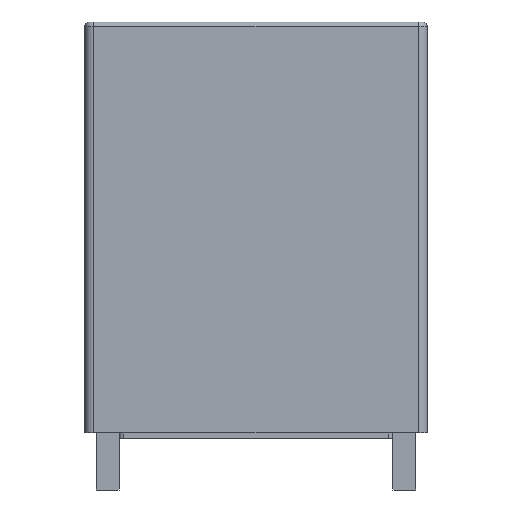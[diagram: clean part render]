
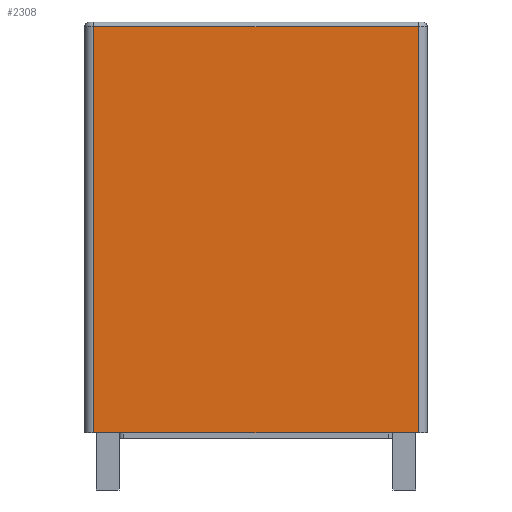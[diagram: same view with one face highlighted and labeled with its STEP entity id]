
A CAD part, left-side view. The second image highlights one B-rep face of the part: STEP entity #2308.
In plain terms, the highlighted planar face has unit normal (-1, 0, 0).
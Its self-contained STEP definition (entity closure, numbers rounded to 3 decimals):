
#62=PLANE('',#2502);
#134=FACE_OUTER_BOUND('',#282,.T.);
#282=EDGE_LOOP('',(#1643,#1644,#1645,#1646));
#455=LINE('',#3666,#667);
#459=LINE('',#3687,#671);
#460=LINE('',#3689,#672);
#461=LINE('',#3690,#673);
#667=VECTOR('',#2861,10.);
#671=VECTOR('',#2875,10.);
#672=VECTOR('',#2876,10.);
#673=VECTOR('',#2877,10.);
#1038=VERTEX_POINT('',#3658);
#1040=VERTEX_POINT('',#3664);
#1043=VERTEX_POINT('',#3686);
#1044=VERTEX_POINT('',#3688);
#1264=EDGE_CURVE('',#1040,#1038,#455,.T.);
#1271=EDGE_CURVE('',#1043,#1040,#459,.T.);
#1272=EDGE_CURVE('',#1043,#1044,#460,.T.);
#1273=EDGE_CURVE('',#1038,#1044,#461,.T.);
#1643=ORIENTED_EDGE('',*,*,#1264,.F.);
#1644=ORIENTED_EDGE('',*,*,#1271,.F.);
#1645=ORIENTED_EDGE('',*,*,#1272,.T.);
#1646=ORIENTED_EDGE('',*,*,#1273,.F.);
#2308=ADVANCED_FACE('',(#134),#62,.T.);
#2502=AXIS2_PLACEMENT_3D('',#3685,#2873,#2874);
#2861=DIRECTION('',(0.,-1.,0.));
#2873=DIRECTION('center_axis',(-1.,0.,0.));
#2874=DIRECTION('ref_axis',(0.,-1.,0.));
#2875=DIRECTION('',(0.,0.,1.));
#2876=DIRECTION('',(0.,-1.,0.));
#2877=DIRECTION('',(0.,0.,-1.));
#3658=CARTESIAN_POINT('',(-75.,-71.,203.));
#3664=CARTESIAN_POINT('',(-75.,71.,203.));
#3666=CARTESIAN_POINT('',(-75.,37.5,203.));
#3685=CARTESIAN_POINT('Origin',(-75.,75.,25.));
#3686=CARTESIAN_POINT('',(-75.,71.,25.));
#3687=CARTESIAN_POINT('',(-75.,71.,25.));
#3688=CARTESIAN_POINT('',(-75.,-71.,25.));
#3689=CARTESIAN_POINT('',(-75.,75.,25.));
#3690=CARTESIAN_POINT('',(-75.,-71.,25.));
